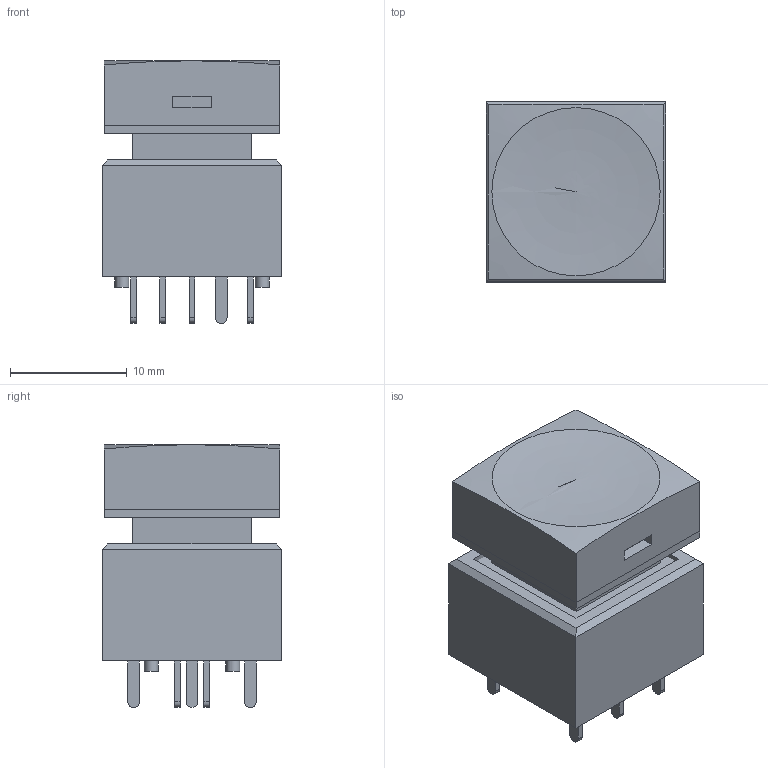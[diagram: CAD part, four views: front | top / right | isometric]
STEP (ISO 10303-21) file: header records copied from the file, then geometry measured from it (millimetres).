
FILE_DESCRIPTION((' '),'2;1');
FILE_NAME('ULP22xxP1xSSCL1xxxxxx.stp','2017-08-01T16:07:11',(' '),(' '),' ','ACIS',' ');
FILE_SCHEMA(('CONFIG_CONTROL_DESIGN'));
Length unit declared in the file: inch
Products named in the file (14): ULP22xxP1xSSCL1xxxxxx.stp; Body1; Body2; Body3; Body4; Body5; Body6; Body7; Body8; Body9; Body10; Body11; Body12; Body13
Assembly tree (13 placements, depth 2):
  ULP22xxP1xSSCL1xxxxxx.stp
    Body1
    Body2
    Body3
    Body4
    Body5
    Body6
    Body7
    Body8
    Body9
    Body10
    Body11
    Body12
    Body13
Bounding box: 15.4 x 15.4 x 22.5 mm (x, y, z)
Volume: 3322.3 mm3; surface area: 4205.2 mm2
Topology: 13 solids, 13 shells, 272 faces, 707 edges, 458 vertices
Faces by surface type: plane 253, cylinder 17, bspline 2
Full cylindrical faces by diameter (mm): 1.2 x4
Entity records: 10189 total; most frequent: CARTESIAN_POINT 1530, ORIENTED_EDGE 1398, DIRECTION 1327, EDGE_CURVE 699, VECTOR 655, LINE 655, VERTEX_POINT 456, AXIS2_PLACEMENT_3D 336
